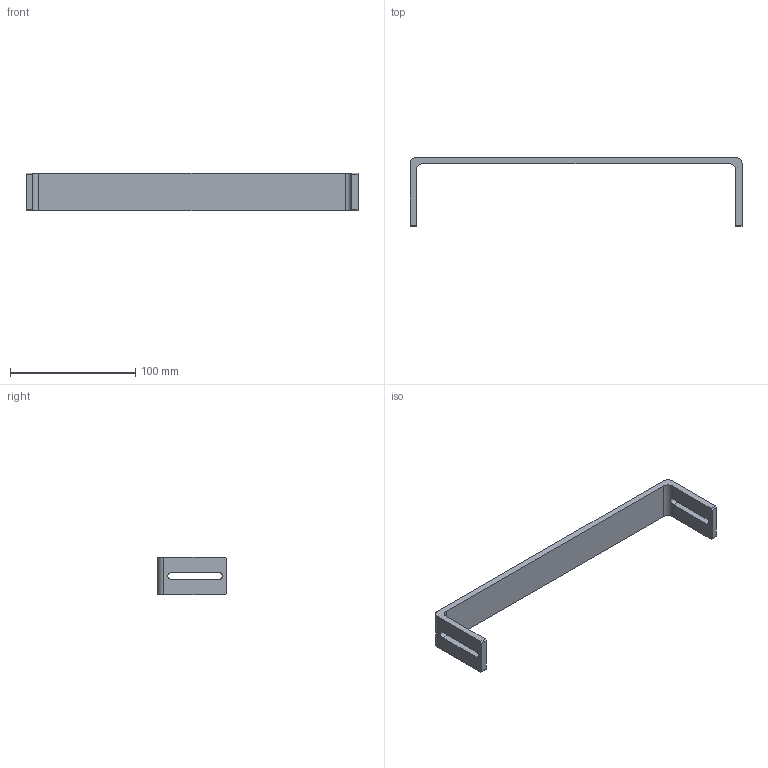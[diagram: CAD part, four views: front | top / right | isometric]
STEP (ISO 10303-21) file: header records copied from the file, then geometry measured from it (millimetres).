
FILE_DESCRIPTION (( 'STEP AP214' ), '1' );
FILE_NAME ('GUIDE PRESS 002.STEP', '2025-09-15T23:39:55', ( '' ), ( '' ), 'SwSTEP 2.0', 'SolidWorks 2024', '' );
FILE_SCHEMA (( 'AUTOMOTIVE_DESIGN' ));
Length unit declared in the file: millimetre
Products named in the file (1): GUIDE PRESS 002
Bounding box: 265 x 55 x 30 mm (x, y, z)
Volume: 52411.4 mm3; surface area: 25580.4 mm2
Topology: 1 solids, 1 shells, 26 faces, 78 edges, 52 vertices
Faces by surface type: plane 18, cylinder 8
Entity records: 949 total; most frequent: CARTESIAN_POINT 199, ORIENTED_EDGE 156, DIRECTION 148, EDGE_CURVE 78, VECTOR 58, LINE 58, VERTEX_POINT 52, AXIS2_PLACEMENT_3D 45
